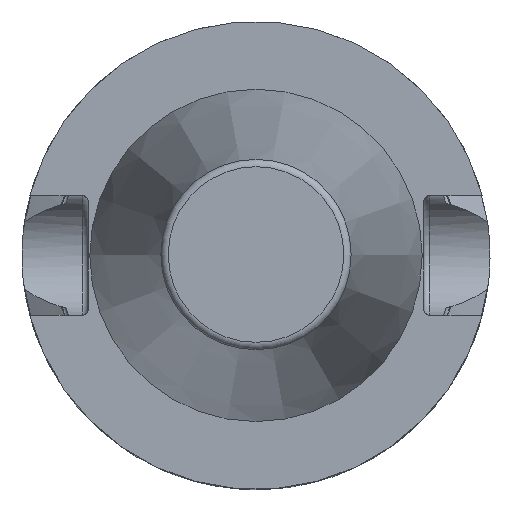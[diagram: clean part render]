
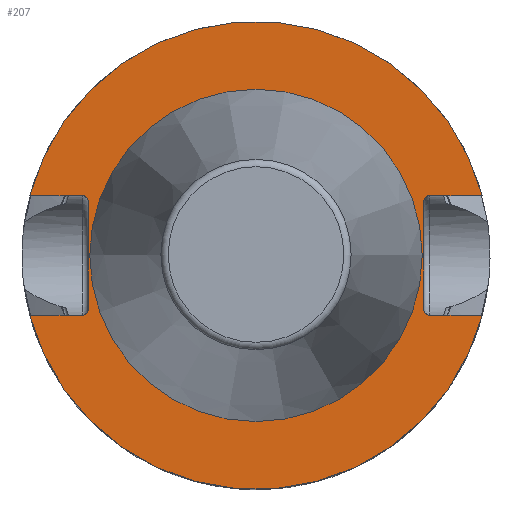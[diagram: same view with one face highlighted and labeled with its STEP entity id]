
A CAD part, top view. The second image highlights one B-rep face of the part: STEP entity #207.
In plain terms, the highlighted planar face has unit normal (0, 0, 1).
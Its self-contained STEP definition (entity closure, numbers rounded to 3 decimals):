
#138=LINE('',#1288,#172);
#139=LINE('',#1292,#173);
#140=LINE('',#1296,#174);
#141=LINE('',#1300,#175);
#142=LINE('',#1304,#176);
#143=LINE('',#1308,#177);
#172=VECTOR('',#1027,1.);
#173=VECTOR('',#1030,1.);
#174=VECTOR('',#1033,1.);
#175=VECTOR('',#1036,1.);
#176=VECTOR('',#1039,1.);
#177=VECTOR('',#1042,1.);
#207=ADVANCED_FACE('',(#279,#280),#263,.F.);
#263=PLANE('',#911);
#279=FACE_BOUND('',#327,.T.);
#280=FACE_BOUND('',#328,.T.);
#327=EDGE_LOOP('',(#407,#408,#409,#410,#411,#412,#413,#414,#415,#416,#417,
#418));
#328=EDGE_LOOP('',(#419));
#407=ORIENTED_EDGE('',*,*,#707,.T.);
#408=ORIENTED_EDGE('',*,*,#708,.F.);
#409=ORIENTED_EDGE('',*,*,#709,.T.);
#410=ORIENTED_EDGE('',*,*,#710,.F.);
#411=ORIENTED_EDGE('',*,*,#711,.T.);
#412=ORIENTED_EDGE('',*,*,#712,.T.);
#413=ORIENTED_EDGE('',*,*,#713,.T.);
#414=ORIENTED_EDGE('',*,*,#714,.F.);
#415=ORIENTED_EDGE('',*,*,#715,.T.);
#416=ORIENTED_EDGE('',*,*,#716,.T.);
#417=ORIENTED_EDGE('',*,*,#717,.T.);
#418=ORIENTED_EDGE('',*,*,#718,.T.);
#419=ORIENTED_EDGE('',*,*,#719,.T.);
#627=VERTEX_POINT('',#1286);
#628=VERTEX_POINT('',#1287);
#629=VERTEX_POINT('',#1289);
#630=VERTEX_POINT('',#1291);
#631=VERTEX_POINT('',#1293);
#632=VERTEX_POINT('',#1295);
#633=VERTEX_POINT('',#1297);
#634=VERTEX_POINT('',#1299);
#635=VERTEX_POINT('',#1301);
#636=VERTEX_POINT('',#1303);
#637=VERTEX_POINT('',#1305);
#638=VERTEX_POINT('',#1307);
#639=VERTEX_POINT('',#1310);
#707=EDGE_CURVE('',#627,#628,#817,.T.);
#708=EDGE_CURVE('',#629,#628,#138,.T.);
#709=EDGE_CURVE('',#629,#630,#818,.T.);
#710=EDGE_CURVE('',#631,#630,#139,.T.);
#711=EDGE_CURVE('',#631,#632,#819,.T.);
#712=EDGE_CURVE('',#632,#633,#140,.T.);
#713=EDGE_CURVE('',#633,#634,#820,.T.);
#714=EDGE_CURVE('',#635,#634,#141,.T.);
#715=EDGE_CURVE('',#635,#636,#821,.T.);
#716=EDGE_CURVE('',#636,#637,#142,.T.);
#717=EDGE_CURVE('',#637,#638,#822,.T.);
#718=EDGE_CURVE('',#638,#627,#143,.T.);
#719=EDGE_CURVE('',#639,#639,#823,.T.);
#817=CIRCLE('',#904,31.5);
#818=CIRCLE('',#905,0.8);
#819=CIRCLE('',#906,0.8);
#820=CIRCLE('',#907,31.5);
#821=CIRCLE('',#908,0.8);
#822=CIRCLE('',#909,0.8);
#823=CIRCLE('',#910,22.371);
#904=AXIS2_PLACEMENT_3D('',#1285,#1025,#1026);
#905=AXIS2_PLACEMENT_3D('',#1290,#1028,#1029);
#906=AXIS2_PLACEMENT_3D('',#1294,#1031,#1032);
#907=AXIS2_PLACEMENT_3D('',#1298,#1034,#1035);
#908=AXIS2_PLACEMENT_3D('',#1302,#1037,#1038);
#909=AXIS2_PLACEMENT_3D('',#1306,#1040,#1041);
#910=AXIS2_PLACEMENT_3D('',#1309,#1043,#1044);
#911=AXIS2_PLACEMENT_3D('',#1311,#1045,#1046);
#1025=DIRECTION('',(0.,0.,1.));
#1026=DIRECTION('',(0.967,0.256,0.));
#1027=DIRECTION('',(-1.,0.,0.));
#1028=DIRECTION('',(0.,0.,-1.));
#1029=DIRECTION('',(0.,1.,0.));
#1030=DIRECTION('',(0.,1.,0.));
#1031=DIRECTION('',(0.,0.,-1.));
#1032=DIRECTION('',(1.,0.,0.));
#1033=DIRECTION('',(-1.,0.,0.));
#1034=DIRECTION('',(0.,0.,1.));
#1035=DIRECTION('',(-0.967,-0.256,0.));
#1036=DIRECTION('',(1.,0.,0.));
#1037=DIRECTION('',(0.,0.,-1.));
#1038=DIRECTION('',(0.,-1.,0.));
#1039=DIRECTION('',(0.,1.,0.));
#1040=DIRECTION('',(0.,0.,-1.));
#1041=DIRECTION('',(-1.,0.,0.));
#1042=DIRECTION('',(1.,0.,0.));
#1043=DIRECTION('',(0.,0.,-1.));
#1044=DIRECTION('',(-1.,0.,0.));
#1045=DIRECTION('',(0.,0.,-1.));
#1046=DIRECTION('',(1.,0.,0.));
#1285=CARTESIAN_POINT('',(0.,0.,-1.));
#1286=CARTESIAN_POINT('',(30.454,8.05,-1.));
#1287=CARTESIAN_POINT('',(-30.454,8.05,-1.));
#1288=CARTESIAN_POINT('',(-23.4,8.05,-1.));
#1289=CARTESIAN_POINT('',(-23.4,8.05,-1.));
#1290=CARTESIAN_POINT('',(-23.4,7.25,-1.));
#1291=CARTESIAN_POINT('',(-22.6,7.25,-1.));
#1292=CARTESIAN_POINT('',(-22.6,-7.25,-1.));
#1293=CARTESIAN_POINT('',(-22.6,-7.25,-1.));
#1294=CARTESIAN_POINT('',(-23.4,-7.25,-1.));
#1295=CARTESIAN_POINT('',(-23.4,-8.05,-1.));
#1296=CARTESIAN_POINT('',(-23.4,-8.05,-1.));
#1297=CARTESIAN_POINT('',(-30.454,-8.05,-1.));
#1298=CARTESIAN_POINT('',(0.,0.,-1.));
#1299=CARTESIAN_POINT('',(30.454,-8.05,-1.));
#1300=CARTESIAN_POINT('',(23.4,-8.05,-1.));
#1301=CARTESIAN_POINT('',(23.4,-8.05,-1.));
#1302=CARTESIAN_POINT('',(23.4,-7.25,-1.));
#1303=CARTESIAN_POINT('',(22.6,-7.25,-1.));
#1304=CARTESIAN_POINT('',(22.6,-7.25,-1.));
#1305=CARTESIAN_POINT('',(22.6,7.25,-1.));
#1306=CARTESIAN_POINT('',(23.4,7.25,-1.));
#1307=CARTESIAN_POINT('',(23.4,8.05,-1.));
#1308=CARTESIAN_POINT('',(23.4,8.05,-1.));
#1309=CARTESIAN_POINT('',(0.,0.,-1.));
#1310=CARTESIAN_POINT('',(-22.371,0.,-1.));
#1311=CARTESIAN_POINT('',(0.,22.371,-1.));
